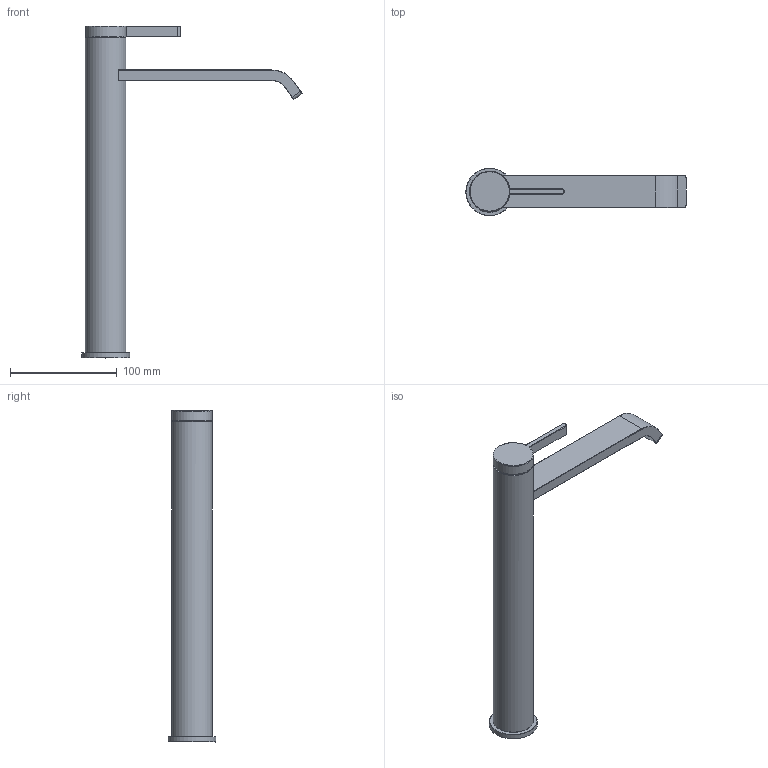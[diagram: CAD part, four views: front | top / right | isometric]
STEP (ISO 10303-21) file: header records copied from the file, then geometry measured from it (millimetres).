
FILE_DESCRIPTION(/* description */ (''),/* implementation_level */ '2;1');
FILE_NAME(/* name */ '3D_TVW106106152_Dawn Schrauben am Auslauf weg.step',/* time_stamp */ '2023-02-23T14:32:40+01:00',/* author */ (''),/* organization */ (''),/* preprocessor_version */ 'ST-DEVELOPER v19.2',/* originating_system */ 'Autodesk Translation Framework v11.17.0.187',/* authorisation */ '');
FILE_SCHEMA (('AUTOMOTIVE_DESIGN { 1 0 10303 214 3 1 1 }'));
Length unit declared in the file: millimetre
Products named in the file (8): (Nicht gespeichert); 02000412_AF4; 06000059; 12000701_AF3; 12000518_AF3; Komponente8; Komponente9; Komponente10
Assembly tree (8 placements, depth 2):
  (Nicht gespeichert)
    02000412_AF4
    06000059  x2
    12000701_AF3
    12000518_AF3
    Komponente8
    Komponente9
    Komponente10
Bounding box: 206.54 x 44.8 x 311.2 mm (x, y, z)
Volume: 392194.6 mm3; surface area: 65567.8 mm2
Topology: 6 solids, 6 shells, 132 faces, 296 edges, 180 vertices
Faces by surface type: plane 48, cylinder 39, cone 22, torus 14, bspline 7, sphere 2
Full cylindrical faces by diameter (mm): 33.2 x1, 35 x2, 37 x1, 38 x1, 44.8 x1
Entity records: 7455 total; most frequent: CARTESIAN_POINT 4242, DIRECTION 677, ORIENTED_EDGE 592, EDGE_CURVE 296, AXIS2_PLACEMENT_3D 268, VERTEX_POINT 180, LINE 141, VECTOR 141
